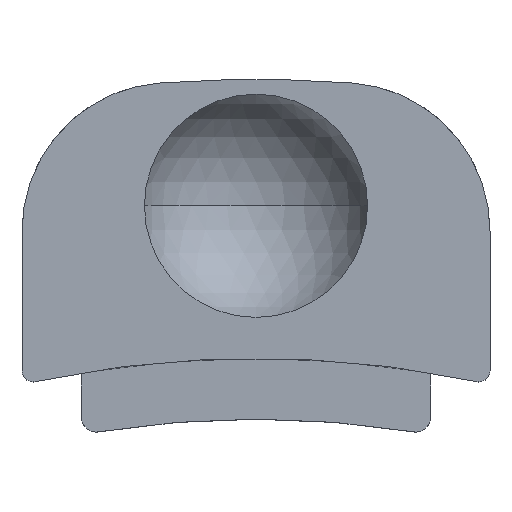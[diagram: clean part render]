
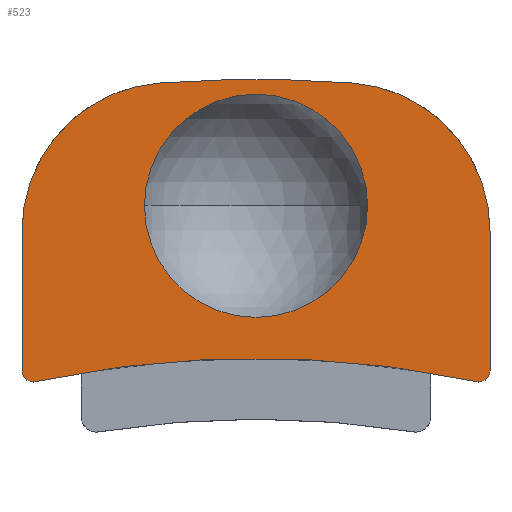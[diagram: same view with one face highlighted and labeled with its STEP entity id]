
A CAD part, top view. The second image highlights one B-rep face of the part: STEP entity #523.
In plain terms, the highlighted planar face has unit normal (0, 0, 1).
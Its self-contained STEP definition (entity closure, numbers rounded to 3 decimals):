
#8 = DIRECTION ( 'NONE',  ( 0., -1., 0. ) ) ;
#11 = CARTESIAN_POINT ( 'NONE',  ( -2.968, -2.367, 1.325 ) ) ;
#21 = DIRECTION ( 'NONE',  ( 0., 0., -1. ) ) ;
#23 = CARTESIAN_POINT ( 'NONE',  ( 0., 0., 1.325 ) ) ;
#28 = CARTESIAN_POINT ( 'NONE',  ( 0., -16.116, 1.325 ) ) ;
#39 = LINE ( 'NONE', #307, #179 ) ;
#41 = CIRCLE ( 'NONE', #97, 2. ) ;
#44 = EDGE_CURVE ( 'NONE', #629, #165, #41, .T. ) ;
#52 = ORIENTED_EDGE ( 'NONE', *, *, #690, .T. ) ;
#66 = CARTESIAN_POINT ( 'NONE',  ( -3.15, 1.7, 1.325 ) ) ;
#94 = ORIENTED_EDGE ( 'NONE', *, *, #596, .T. ) ;
#95 = PLANE ( 'NONE',  #743 ) ;
#97 = AXIS2_PLACEMENT_3D ( 'NONE', #282, #772, #461 ) ;
#100 = CARTESIAN_POINT ( 'NONE',  ( 1.15, -0.342, 1.325 ) ) ;
#113 = EDGE_CURVE ( 'NONE', #728, #542, #207, .T. ) ;
#114 = AXIS2_PLACEMENT_3D ( 'NONE', #613, #298, #541 ) ;
#118 = CARTESIAN_POINT ( 'NONE',  ( -3.15, -2.22, 1.325 ) ) ;
#123 = EDGE_CURVE ( 'NONE', #273, #542, #748, .T. ) ;
#127 = EDGE_LOOP ( 'NONE', ( #432, #322, #287, #400, #397, #146, #94, #697 ) ) ;
#135 = DIRECTION ( 'NONE',  ( 0., 1., 0. ) ) ;
#138 = CARTESIAN_POINT ( 'NONE',  ( 1.295, 1.653, 1.325 ) ) ;
#141 = LINE ( 'NONE', #66, #217 ) ;
#146 = ORIENTED_EDGE ( 'NONE', *, *, #44, .T. ) ;
#155 = CARTESIAN_POINT ( 'NONE',  ( 0., -16.116, 1.325 ) ) ;
#165 = VERTEX_POINT ( 'NONE', #498 ) ;
#169 = VERTEX_POINT ( 'NONE', #683 ) ;
#179 = VECTOR ( 'NONE', #135, 1000. ) ;
#181 = DIRECTION ( 'NONE',  ( 1., 0., 0. ) ) ;
#188 = ORIENTED_EDGE ( 'NONE', *, *, #347, .T. ) ;
#194 = CARTESIAN_POINT ( 'NONE',  ( 0., -16.116, 1.325 ) ) ;
#207 = CIRCLE ( 'NONE', #323, 0.15 ) ;
#212 = VERTEX_POINT ( 'NONE', #472 ) ;
#217 = VECTOR ( 'NONE', #8, 1000. ) ;
#239 = AXIS2_PLACEMENT_3D ( 'NONE', #194, #258, #548 ) ;
#243 = VERTEX_POINT ( 'NONE', #588 ) ;
#246 = EDGE_CURVE ( 'NONE', #169, #646, #561, .T. ) ;
#248 = EDGE_LOOP ( 'NONE', ( #188, #52 ) ) ;
#258 = DIRECTION ( 'NONE',  ( 0., 0., 1. ) ) ;
#261 = DIRECTION ( 'NONE',  ( 1., 0., 0. ) ) ;
#273 = VERTEX_POINT ( 'NONE', #641 ) ;
#282 = CARTESIAN_POINT ( 'NONE',  ( -1.15, -0.342, 1.325 ) ) ;
#287 = ORIENTED_EDGE ( 'NONE', *, *, #639, .T. ) ;
#298 = DIRECTION ( 'NONE',  ( 0., 0., 1. ) ) ;
#307 = CARTESIAN_POINT ( 'NONE',  ( 3.15, 1.7, 1.325 ) ) ;
#317 = VERTEX_POINT ( 'NONE', #495 ) ;
#322 = ORIENTED_EDGE ( 'NONE', *, *, #771, .T. ) ;
#323 = AXIS2_PLACEMENT_3D ( 'NONE', #617, #486, #436 ) ;
#347 = EDGE_CURVE ( 'NONE', #212, #243, #401, .T. ) ;
#350 = AXIS2_PLACEMENT_3D ( 'NONE', #655, #726, #181 ) ;
#373 = EDGE_CURVE ( 'NONE', #646, #629, #725, .T. ) ;
#397 = ORIENTED_EDGE ( 'NONE', *, *, #373, .T. ) ;
#400 = ORIENTED_EDGE ( 'NONE', *, *, #246, .T. ) ;
#401 = CIRCLE ( 'NONE', #619, 1.502 ) ;
#432 = ORIENTED_EDGE ( 'NONE', *, *, #123, .F. ) ;
#436 = DIRECTION ( 'NONE',  ( 1., 0., 0. ) ) ;
#461 = DIRECTION ( 'NONE',  ( 1., 0., 0. ) ) ;
#472 = CARTESIAN_POINT ( 'NONE',  ( 1.502, 0., 1.325 ) ) ;
#486 = DIRECTION ( 'NONE',  ( 0., 0., 1. ) ) ;
#491 = AXIS2_PLACEMENT_3D ( 'NONE', #28, #496, #500 ) ;
#495 = CARTESIAN_POINT ( 'NONE',  ( 3.15, -2.22, 1.325 ) ) ;
#496 = DIRECTION ( 'NONE',  ( 0., 0., 1. ) ) ;
#498 = CARTESIAN_POINT ( 'NONE',  ( -3.15, -0.342, 1.325 ) ) ;
#500 = DIRECTION ( 'NONE',  ( 1., 0., 0. ) ) ;
#523 = ADVANCED_FACE ( 'NONE', ( #529, #599 ), #95, .T. ) ;
#529 = FACE_BOUND ( 'NONE', #248, .T. ) ;
#541 = DIRECTION ( 'NONE',  ( 1., 0., 0. ) ) ;
#542 = VERTEX_POINT ( 'NONE', #11 ) ;
#548 = DIRECTION ( 'NONE',  ( 1., 0., 0. ) ) ;
#554 = CARTESIAN_POINT ( 'NONE',  ( -1.295, 1.653, 1.325 ) ) ;
#561 = CIRCLE ( 'NONE', #592, 2. ) ;
#574 = DIRECTION ( 'NONE',  ( 0., 0., 1. ) ) ;
#588 = CARTESIAN_POINT ( 'NONE',  ( -1.502, 0., 1.325 ) ) ;
#590 = CIRCLE ( 'NONE', #114, 0.15 ) ;
#592 = AXIS2_PLACEMENT_3D ( 'NONE', #100, #689, #696 ) ;
#596 = EDGE_CURVE ( 'NONE', #165, #728, #141, .T. ) ;
#599 = FACE_OUTER_BOUND ( 'NONE', #127, .T. ) ;
#613 = CARTESIAN_POINT ( 'NONE',  ( 3., -2.22, 1.325 ) ) ;
#617 = CARTESIAN_POINT ( 'NONE',  ( -3., -2.22, 1.325 ) ) ;
#619 = AXIS2_PLACEMENT_3D ( 'NONE', #23, #21, #261 ) ;
#622 = CIRCLE ( 'NONE', #350, 1.502 ) ;
#629 = VERTEX_POINT ( 'NONE', #554 ) ;
#639 = EDGE_CURVE ( 'NONE', #317, #169, #39, .T. ) ;
#641 = CARTESIAN_POINT ( 'NONE',  ( 2.968, -2.367, 1.325 ) ) ;
#646 = VERTEX_POINT ( 'NONE', #138 ) ;
#655 = CARTESIAN_POINT ( 'NONE',  ( 0., 0., 1.325 ) ) ;
#683 = CARTESIAN_POINT ( 'NONE',  ( 3.15, -0.342, 1.325 ) ) ;
#689 = DIRECTION ( 'NONE',  ( 0., 0., 1. ) ) ;
#690 = EDGE_CURVE ( 'NONE', #243, #212, #622, .T. ) ;
#696 = DIRECTION ( 'NONE',  ( 1., 0., 0. ) ) ;
#697 = ORIENTED_EDGE ( 'NONE', *, *, #113, .T. ) ;
#699 = DIRECTION ( 'NONE',  ( 1., 0., 0. ) ) ;
#725 = CIRCLE ( 'NONE', #491, 17.816 ) ;
#726 = DIRECTION ( 'NONE',  ( 0., 0., -1. ) ) ;
#728 = VERTEX_POINT ( 'NONE', #118 ) ;
#743 = AXIS2_PLACEMENT_3D ( 'NONE', #155, #574, #699 ) ;
#748 = CIRCLE ( 'NONE', #239, 14.066 ) ;
#771 = EDGE_CURVE ( 'NONE', #273, #317, #590, .T. ) ;
#772 = DIRECTION ( 'NONE',  ( 0., 0., 1. ) ) ;
